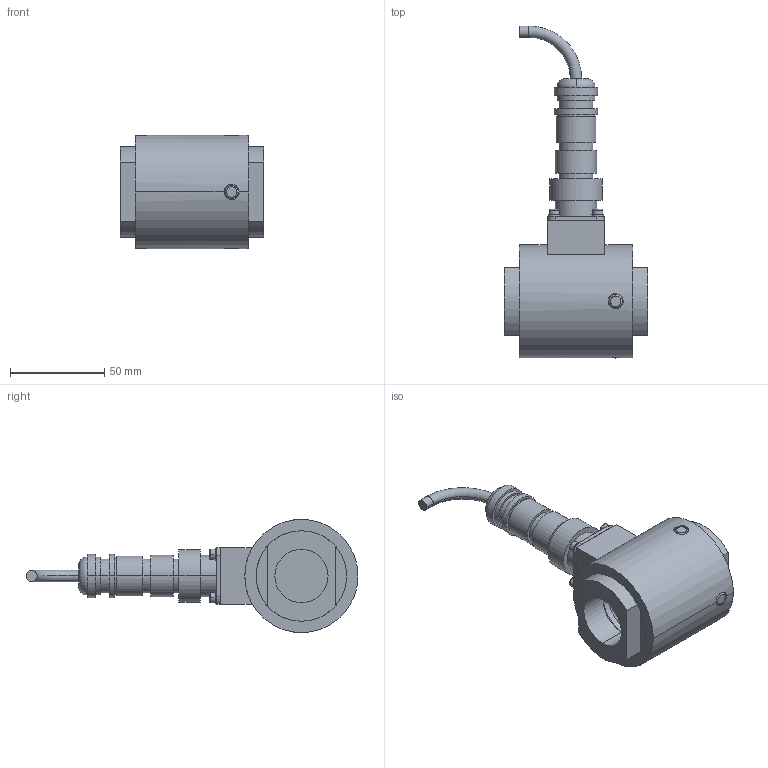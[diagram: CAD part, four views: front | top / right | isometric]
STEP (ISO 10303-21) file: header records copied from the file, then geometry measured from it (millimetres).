
FILE_DESCRIPTION((''),'2;1');
FILE_NAME('50082.stp','2007-07-27T10:40:18',(''),(''),'Mechanical Desktop 2007','Mechanical Desktop 2007',', , ');
FILE_SCHEMA(('CONFIG_CONTROL_DESIGN'));
Length unit declared in the file: millimetre
Products named in the file (16): D50082; D4948204; TEIL1; D49483; TEIL1AA; L49026; TEIL1A; I-6KT_SCHRAUBE_M4X10; I-6KT_SCHRAUBE_M4X10A; I-6KT_SCHRAUBE_M3X25A; I-6KT_SCHRAUBE_M3X25; FEDERRING_M3; FEDERRING_M3A; KABELDOSE_PG_AMPH_4-POL; KABELDOSE_PG_AMPH_4-POLA; RM_SDB
Assembly tree (26 placements, depth 3):
  D50082
    D4948204
      TEIL1
    D49483
      TEIL1AA
    L49026
      TEIL1A
    I-6KT_SCHRAUBE_M4X10  x4
      I-6KT_SCHRAUBE_M4X10A
    I-6KT_SCHRAUBE_M3X25A  x4
      I-6KT_SCHRAUBE_M3X25
    FEDERRING_M3  x4
      FEDERRING_M3A
    KABELDOSE_PG_AMPH_4-POL
      KABELDOSE_PG_AMPH_4-POLA
    RM_SDB  x3
Bounding box: 76 x 176 x 60 mm (x, y, z)
Volume: 205342 mm3; surface area: 59130.2 mm2
Topology: 16 solids, 16 shells, 283 faces, 681 edges, 452 vertices
Faces by surface type: cylinder 152, plane 83, cone 20, torus 20, bspline 8
Entity records: 8178 total; most frequent: CARTESIAN_POINT 2776, DIRECTION 1145, ORIENTED_EDGE 1012, EDGE_CURVE 506, AXIS2_PLACEMENT_3D 484, VERTEX_POINT 336, CIRCLE 266, EDGE_LOOP 262
